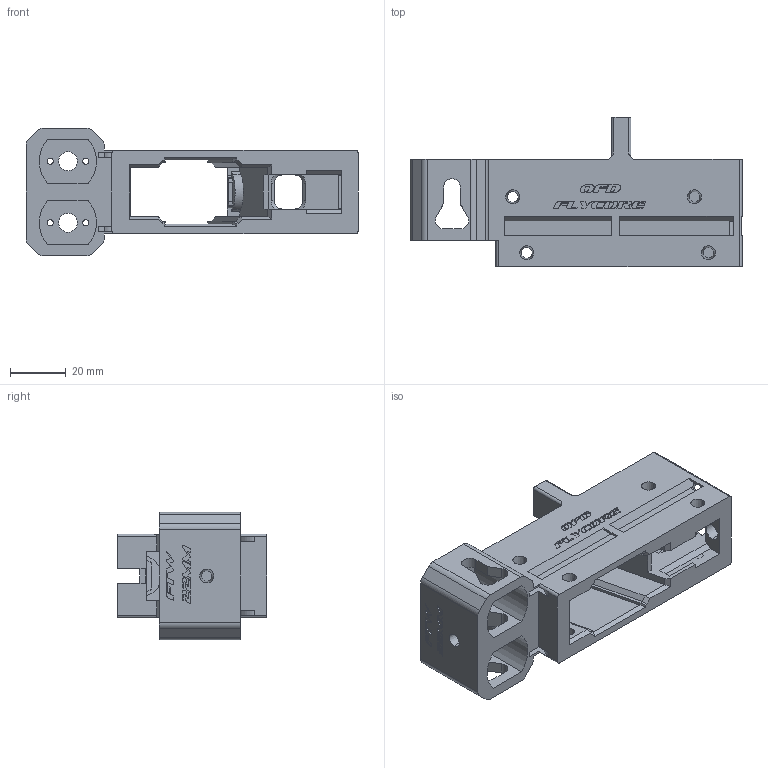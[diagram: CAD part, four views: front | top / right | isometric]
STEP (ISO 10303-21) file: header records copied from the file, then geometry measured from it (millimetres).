
FILE_DESCRIPTION (( 'STEP AP203' ), '1' );
FILE_NAME ('OFD_FLYCORE_ANGLED_FTW_22MM_V1.STEP', '2022-07-20T17:31:58', ( '' ), ( '' ), 'SwSTEP 2.0', 'SolidWorks 2020', '' );
FILE_SCHEMA (( 'CONFIG_CONTROL_DESIGN' ));
Length unit declared in the file: millimetre
Products named in the file (1): OFD_FLYCORE_ANGLED_FTW_22MM_V1
Bounding box: 118.75 x 53.5 x 45.7 mm (x, y, z)
Volume: 66664.9 mm3; surface area: 32072.5 mm2
Topology: 1 solids, 1 shells, 758 faces, 2168 edges, 1439 vertices
Faces by surface type: plane 402, bspline 251, cylinder 75, cone 30
Entity records: 31639 total; most frequent: CARTESIAN_POINT 13294, ORIENTED_EDGE 4336, DIRECTION 2848, EDGE_CURVE 2168, VECTOR 1442, LINE 1442, VERTEX_POINT 1439, EDGE_LOOP 833
